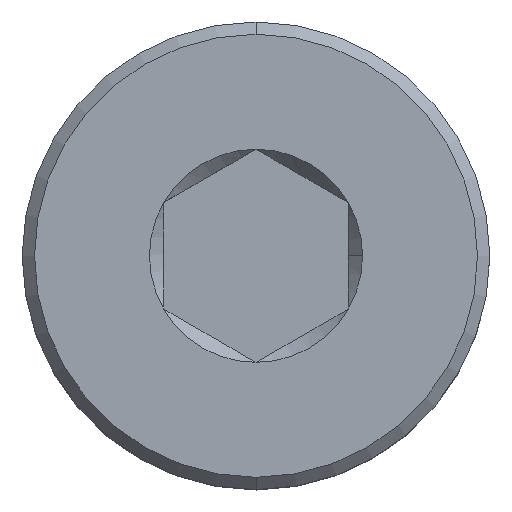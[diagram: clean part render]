
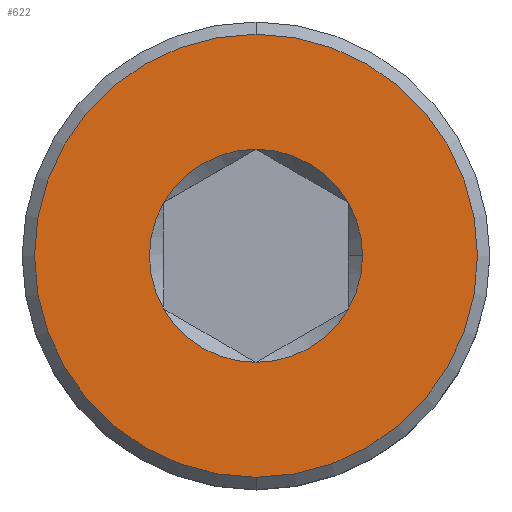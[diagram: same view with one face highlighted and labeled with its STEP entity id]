
A CAD part, top view. The second image highlights one B-rep face of the part: STEP entity #622.
In plain terms, the highlighted planar face has unit normal (0, 0, 1).
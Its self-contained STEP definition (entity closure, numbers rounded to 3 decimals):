
#3 = CARTESIAN_POINT ( 'NONE',  ( 0., 0., 9. ) ) ;
#4 = EDGE_CURVE ( 'NONE', #233, #464, #763, .T. ) ;
#22 = EDGE_CURVE ( 'NONE', #733, #233, #387, .T. ) ;
#46 = DIRECTION ( 'NONE',  ( 0., -1., 0. ) ) ;
#48 = DIRECTION ( 'NONE',  ( 1., 0., 0. ) ) ;
#51 = DIRECTION ( 'NONE',  ( 1., 0., 0. ) ) ;
#66 = DIRECTION ( 'NONE',  ( 0., 0., 1. ) ) ;
#105 = CIRCLE ( 'NONE', #686, 0.866 ) ;
#115 = ORIENTED_EDGE ( 'NONE', *, *, #409, .F. ) ;
#124 = DIRECTION ( 'NONE',  ( 1., 0., 0. ) ) ;
#126 = CARTESIAN_POINT ( 'NONE',  ( 0., 0., 9. ) ) ;
#142 = CARTESIAN_POINT ( 'NONE',  ( 0., 0., 9. ) ) ;
#148 = DIRECTION ( 'NONE',  ( 0., 0., 1. ) ) ;
#156 = EDGE_CURVE ( 'NONE', #317, #668, #538, .T. ) ;
#161 = ORIENTED_EDGE ( 'NONE', *, *, #22, .F. ) ;
#171 = DIRECTION ( 'NONE',  ( 0., 0., 1. ) ) ;
#184 = CARTESIAN_POINT ( 'NONE',  ( 0.75, -0.433, 9. ) ) ;
#200 = CIRCLE ( 'NONE', #569, 0.866 ) ;
#220 = EDGE_CURVE ( 'NONE', #464, #222, #654, .T. ) ;
#222 = VERTEX_POINT ( 'NONE', #595 ) ;
#233 = VERTEX_POINT ( 'NONE', #262 ) ;
#239 = CARTESIAN_POINT ( 'NONE',  ( -0.75, 0.433, 9. ) ) ;
#250 = CARTESIAN_POINT ( 'NONE',  ( 0., 0., 9. ) ) ;
#257 = DIRECTION ( 'NONE',  ( 1., 0., 0. ) ) ;
#262 = CARTESIAN_POINT ( 'NONE',  ( 0., -0.866, 9. ) ) ;
#273 = ORIENTED_EDGE ( 'NONE', *, *, #156, .F. ) ;
#293 = PLANE ( 'NONE',  #359 ) ;
#317 = VERTEX_POINT ( 'NONE', #760 ) ;
#328 = VERTEX_POINT ( 'NONE', #402 ) ;
#339 = ORIENTED_EDGE ( 'NONE', *, *, #220, .F. ) ;
#350 = DIRECTION ( 'NONE',  ( 0., 1., 0. ) ) ;
#359 = AXIS2_PLACEMENT_3D ( 'NONE', #459, #571, #46 ) ;
#362 = EDGE_CURVE ( 'NONE', #328, #751, #597, .T. ) ;
#387 = CIRCLE ( 'NONE', #596, 0.866 ) ;
#402 = CARTESIAN_POINT ( 'NONE',  ( 0., 0.866, 9. ) ) ;
#409 = EDGE_CURVE ( 'NONE', #466, #328, #200, .T. ) ;
#412 = EDGE_LOOP ( 'NONE', ( #603, #273 ) ) ;
#415 = DIRECTION ( 'NONE',  ( 1., 0., 0. ) ) ;
#426 = DIRECTION ( 'NONE',  ( 0., 0., -1. ) ) ;
#438 = CIRCLE ( 'NONE', #638, 1.8 ) ;
#447 = FACE_OUTER_BOUND ( 'NONE', #412, .T. ) ;
#455 = ORIENTED_EDGE ( 'NONE', *, *, #706, .F. ) ;
#459 = CARTESIAN_POINT ( 'NONE',  ( 0., 0., 9. ) ) ;
#463 = AXIS2_PLACEMENT_3D ( 'NONE', #250, #604, #257 ) ;
#464 = VERTEX_POINT ( 'NONE', #184 ) ;
#466 = VERTEX_POINT ( 'NONE', #655 ) ;
#468 = DIRECTION ( 'NONE',  ( 0., 0., -1. ) ) ;
#492 = CARTESIAN_POINT ( 'NONE',  ( 0., 0., 9. ) ) ;
#513 = AXIS2_PLACEMENT_3D ( 'NONE', #729, #426, #606 ) ;
#521 = ORIENTED_EDGE ( 'NONE', *, *, #362, .F. ) ;
#530 = EDGE_CURVE ( 'NONE', #668, #317, #438, .T. ) ;
#534 = CARTESIAN_POINT ( 'NONE',  ( 0., 0., 9. ) ) ;
#538 = CIRCLE ( 'NONE', #513, 1.8 ) ;
#548 = DIRECTION ( 'NONE',  ( 0., 0., 1. ) ) ;
#550 = DIRECTION ( 'NONE',  ( 1., 0., 0. ) ) ;
#565 = EDGE_LOOP ( 'NONE', ( #620, #161, #629, #521, #115, #455, #339 ) ) ;
#569 = AXIS2_PLACEMENT_3D ( 'NONE', #534, #66, #415 ) ;
#571 = DIRECTION ( 'NONE',  ( 0., 0., 1. ) ) ;
#579 = DIRECTION ( 'NONE',  ( 0., 0., 1. ) ) ;
#595 = CARTESIAN_POINT ( 'NONE',  ( 0.866, 0., 9. ) ) ;
#596 = AXIS2_PLACEMENT_3D ( 'NONE', #492, #148, #550 ) ;
#597 = CIRCLE ( 'NONE', #657, 0.866 ) ;
#603 = ORIENTED_EDGE ( 'NONE', *, *, #530, .F. ) ;
#604 = DIRECTION ( 'NONE',  ( 0., 0., 1. ) ) ;
#606 = DIRECTION ( 'NONE',  ( 0., 1., 0. ) ) ;
#609 = FACE_BOUND ( 'NONE', #565, .T. ) ;
#612 = DIRECTION ( 'NONE',  ( 1., 0., 0. ) ) ;
#620 = ORIENTED_EDGE ( 'NONE', *, *, #4, .F. ) ;
#622 = ADVANCED_FACE ( 'NONE', ( #609, #447 ), #293, .T. ) ;
#628 = EDGE_CURVE ( 'NONE', #751, #733, #105, .T. ) ;
#629 = ORIENTED_EDGE ( 'NONE', *, *, #628, .F. ) ;
#636 = CARTESIAN_POINT ( 'NONE',  ( -0.75, -0.433, 9. ) ) ;
#638 = AXIS2_PLACEMENT_3D ( 'NONE', #126, #468, #350 ) ;
#644 = CARTESIAN_POINT ( 'NONE',  ( 0., 0., 9. ) ) ;
#654 = CIRCLE ( 'NONE', #463, 0.866 ) ;
#655 = CARTESIAN_POINT ( 'NONE',  ( 0.75, 0.433, 9. ) ) ;
#657 = AXIS2_PLACEMENT_3D ( 'NONE', #3, #702, #124 ) ;
#668 = VERTEX_POINT ( 'NONE', #754 ) ;
#672 = AXIS2_PLACEMENT_3D ( 'NONE', #142, #548, #612 ) ;
#682 = CIRCLE ( 'NONE', #693, 0.866 ) ;
#686 = AXIS2_PLACEMENT_3D ( 'NONE', #696, #579, #48 ) ;
#693 = AXIS2_PLACEMENT_3D ( 'NONE', #644, #171, #51 ) ;
#696 = CARTESIAN_POINT ( 'NONE',  ( 0., 0., 9. ) ) ;
#702 = DIRECTION ( 'NONE',  ( 0., 0., 1. ) ) ;
#706 = EDGE_CURVE ( 'NONE', #222, #466, #682, .T. ) ;
#729 = CARTESIAN_POINT ( 'NONE',  ( 0., 0., 9. ) ) ;
#733 = VERTEX_POINT ( 'NONE', #636 ) ;
#751 = VERTEX_POINT ( 'NONE', #239 ) ;
#754 = CARTESIAN_POINT ( 'NONE',  ( 0., 1.8, 9. ) ) ;
#760 = CARTESIAN_POINT ( 'NONE',  ( 0., -1.8, 9. ) ) ;
#763 = CIRCLE ( 'NONE', #672, 0.866 ) ;
